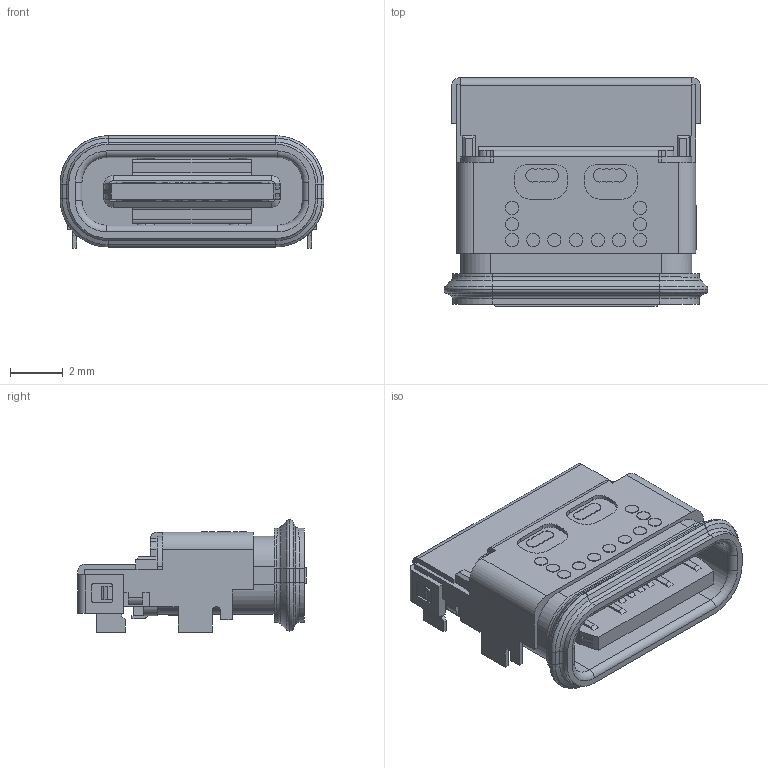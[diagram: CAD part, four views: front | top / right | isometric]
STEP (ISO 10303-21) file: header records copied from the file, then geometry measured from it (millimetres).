
FILE_DESCRIPTION(('STEP AP242'),'1');
FILE_NAME('2036150003.stp','2024-08-15T12:17:03',('TraceParts'),('TraceParts S.A.'),'Spatial InterOp 3D',' ',' ');
FILE_SCHEMA(('AP242_MANAGED_MODEL_BASED_3D_ENGINEERING_MIM_LF {1 0 10303 442 1 1 4}'));
Length unit declared in the file: millimetre
Products named in the file (1): 2036150003
Bounding box: 9.99 x 8.65 x 4.25 mm (x, y, z)
Volume: 143.9 mm3; surface area: 461.6 mm2
Topology: 1 solids, 2 shells, 674 faces, 1801 edges, 1156 vertices
Faces by surface type: plane 387, cylinder 229, torus 32, bspline 14, cone 12
Entity records: 28345 total; most frequent: CARTESIAN_POINT 5850, ORIENTED_EDGE 3594, DIRECTION 3577, EDGE_CURVE 1797, LINE 1227, VECTOR 1227, AXIS2_PLACEMENT_3D 1175, VERTEX_POINT 1156
